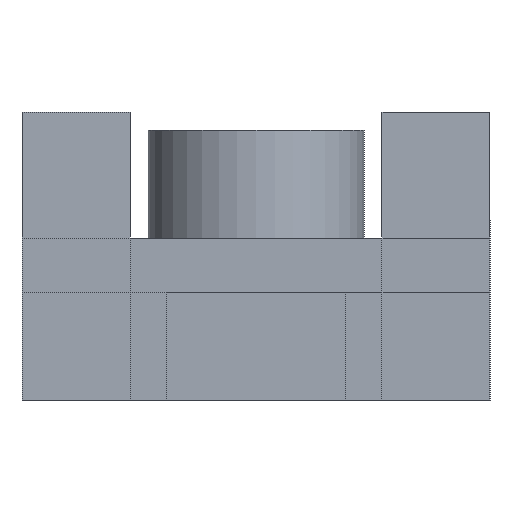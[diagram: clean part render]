
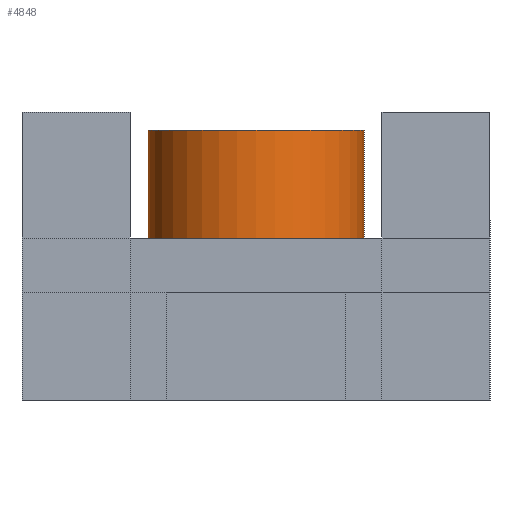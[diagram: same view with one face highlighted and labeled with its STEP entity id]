
A CAD part, left-side view. The second image highlights one B-rep face of the part: STEP entity #4848.
In plain terms, the highlighted cylindrical face has radius 3 mm (diameter 6 mm), a full revolution.
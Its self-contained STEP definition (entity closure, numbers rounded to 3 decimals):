
#2512 = PLANE('',#2513);
#2513 = AXIS2_PLACEMENT_3D('',#2514,#2515,#2516);
#2514 = CARTESIAN_POINT('',(0.,0.,4.5));
#2515 = DIRECTION('',(0.,0.,1.));
#2516 = DIRECTION('',(1.,0.,0.));
#3490 = EDGE_CURVE('',#3491,#3493,#3495,.T.);
#3491 = VERTEX_POINT('',#3492);
#3492 = CARTESIAN_POINT('',(20.,6.5,4.5));
#3493 = VERTEX_POINT('',#3494);
#3494 = CARTESIAN_POINT('',(26.,6.5,4.5));
#3495 = SURFACE_CURVE('',#3496,(#3501,#3508),.PCURVE_S1.);
#3496 = CIRCLE('',#3497,3.);
#3497 = AXIS2_PLACEMENT_3D('',#3498,#3499,#3500);
#3498 = CARTESIAN_POINT('',(23.,6.5,4.5));
#3499 = DIRECTION('',(0.,0.,1.));
#3500 = DIRECTION('',(1.,0.,0.));
#3501 = PCURVE('',#2512,#3502);
#3502 = DEFINITIONAL_REPRESENTATION('',(#3503),#3507);
#3503 = CIRCLE('',#3504,3.);
#3504 = AXIS2_PLACEMENT_2D('',#3505,#3506);
#3505 = CARTESIAN_POINT('',(23.,6.5));
#3506 = DIRECTION('',(1.,0.));
#3507 = ( GEOMETRIC_REPRESENTATION_CONTEXT(2) 
PARAMETRIC_REPRESENTATION_CONTEXT() REPRESENTATION_CONTEXT('2D SPACE',''
  ) );
#3508 = PCURVE('',#3509,#3514);
#3509 = CYLINDRICAL_SURFACE('',#3510,3.);
#3510 = AXIS2_PLACEMENT_3D('',#3511,#3512,#3513);
#3511 = CARTESIAN_POINT('',(23.,6.5,4.5));
#3512 = DIRECTION('',(0.,0.,-1.));
#3513 = DIRECTION('',(1.,0.,0.));
#3514 = DEFINITIONAL_REPRESENTATION('',(#3515),#3519);
#3515 = LINE('',#3516,#3517);
#3516 = CARTESIAN_POINT('',(0.,0.));
#3517 = VECTOR('',#3518,1.);
#3518 = DIRECTION('',(-1.,0.));
#3519 = ( GEOMETRIC_REPRESENTATION_CONTEXT(2) 
PARAMETRIC_REPRESENTATION_CONTEXT() REPRESENTATION_CONTEXT('2D SPACE',''
  ) );
#3521 = EDGE_CURVE('',#3493,#3491,#3522,.T.);
#3522 = SURFACE_CURVE('',#3523,(#3528,#3535),.PCURVE_S1.);
#3523 = CIRCLE('',#3524,3.);
#3524 = AXIS2_PLACEMENT_3D('',#3525,#3526,#3527);
#3525 = CARTESIAN_POINT('',(23.,6.5,4.5));
#3526 = DIRECTION('',(0.,0.,1.));
#3527 = DIRECTION('',(1.,0.,0.));
#3528 = PCURVE('',#2512,#3529);
#3529 = DEFINITIONAL_REPRESENTATION('',(#3530),#3534);
#3530 = CIRCLE('',#3531,3.);
#3531 = AXIS2_PLACEMENT_2D('',#3532,#3533);
#3532 = CARTESIAN_POINT('',(23.,6.5));
#3533 = DIRECTION('',(1.,0.));
#3534 = ( GEOMETRIC_REPRESENTATION_CONTEXT(2) 
PARAMETRIC_REPRESENTATION_CONTEXT() REPRESENTATION_CONTEXT('2D SPACE',''
  ) );
#3535 = PCURVE('',#3509,#3536);
#3536 = DEFINITIONAL_REPRESENTATION('',(#3537),#3541);
#3537 = LINE('',#3538,#3539);
#3538 = CARTESIAN_POINT('',(0.,0.));
#3539 = VECTOR('',#3540,1.);
#3540 = DIRECTION('',(-1.,0.));
#3541 = ( GEOMETRIC_REPRESENTATION_CONTEXT(2) 
PARAMETRIC_REPRESENTATION_CONTEXT() REPRESENTATION_CONTEXT('2D SPACE',''
  ) );
#4848 = ADVANCED_FACE('',(#4849),#3509,.T.);
#4849 = FACE_BOUND('',#4850,.F.);
#4850 = EDGE_LOOP('',(#4851,#4852,#4875,#4902,#4903));
#4851 = ORIENTED_EDGE('',*,*,#3521,.F.);
#4852 = ORIENTED_EDGE('',*,*,#4853,.T.);
#4853 = EDGE_CURVE('',#3493,#4854,#4856,.T.);
#4854 = VERTEX_POINT('',#4855);
#4855 = CARTESIAN_POINT('',(26.,6.5,7.5));
#4856 = SEAM_CURVE('',#4857,(#4861,#4868),.PCURVE_S1.);
#4857 = LINE('',#4858,#4859);
#4858 = CARTESIAN_POINT('',(26.,6.5,4.5));
#4859 = VECTOR('',#4860,1.);
#4860 = DIRECTION('',(0.,0.,1.));
#4861 = PCURVE('',#3509,#4862);
#4862 = DEFINITIONAL_REPRESENTATION('',(#4863),#4867);
#4863 = LINE('',#4864,#4865);
#4864 = CARTESIAN_POINT('',(-6.283,0.));
#4865 = VECTOR('',#4866,1.);
#4866 = DIRECTION('',(0.,-1.));
#4867 = ( GEOMETRIC_REPRESENTATION_CONTEXT(2) 
PARAMETRIC_REPRESENTATION_CONTEXT() REPRESENTATION_CONTEXT('2D SPACE',''
  ) );
#4868 = PCURVE('',#3509,#4869);
#4869 = DEFINITIONAL_REPRESENTATION('',(#4870),#4874);
#4870 = LINE('',#4871,#4872);
#4871 = CARTESIAN_POINT('',(0.,0.));
#4872 = VECTOR('',#4873,1.);
#4873 = DIRECTION('',(0.,-1.));
#4874 = ( GEOMETRIC_REPRESENTATION_CONTEXT(2) 
PARAMETRIC_REPRESENTATION_CONTEXT() REPRESENTATION_CONTEXT('2D SPACE',''
  ) );
#4875 = ORIENTED_EDGE('',*,*,#4876,.T.);
#4876 = EDGE_CURVE('',#4854,#4854,#4877,.T.);
#4877 = SURFACE_CURVE('',#4878,(#4883,#4890),.PCURVE_S1.);
#4878 = CIRCLE('',#4879,3.);
#4879 = AXIS2_PLACEMENT_3D('',#4880,#4881,#4882);
#4880 = CARTESIAN_POINT('',(23.,6.5,7.5));
#4881 = DIRECTION('',(0.,0.,1.));
#4882 = DIRECTION('',(1.,0.,0.));
#4883 = PCURVE('',#3509,#4884);
#4884 = DEFINITIONAL_REPRESENTATION('',(#4885),#4889);
#4885 = LINE('',#4886,#4887);
#4886 = CARTESIAN_POINT('',(0.,-3.));
#4887 = VECTOR('',#4888,1.);
#4888 = DIRECTION('',(-1.,0.));
#4889 = ( GEOMETRIC_REPRESENTATION_CONTEXT(2) 
PARAMETRIC_REPRESENTATION_CONTEXT() REPRESENTATION_CONTEXT('2D SPACE',''
  ) );
#4890 = PCURVE('',#4891,#4896);
#4891 = PLANE('',#4892);
#4892 = AXIS2_PLACEMENT_3D('',#4893,#4894,#4895);
#4893 = CARTESIAN_POINT('',(0.,0.,7.5));
#4894 = DIRECTION('',(0.,0.,1.));
#4895 = DIRECTION('',(1.,0.,0.));
#4896 = DEFINITIONAL_REPRESENTATION('',(#4897),#4901);
#4897 = CIRCLE('',#4898,3.);
#4898 = AXIS2_PLACEMENT_2D('',#4899,#4900);
#4899 = CARTESIAN_POINT('',(23.,6.5));
#4900 = DIRECTION('',(1.,0.));
#4901 = ( GEOMETRIC_REPRESENTATION_CONTEXT(2) 
PARAMETRIC_REPRESENTATION_CONTEXT() REPRESENTATION_CONTEXT('2D SPACE',''
  ) );
#4902 = ORIENTED_EDGE('',*,*,#4853,.F.);
#4903 = ORIENTED_EDGE('',*,*,#3490,.F.);
